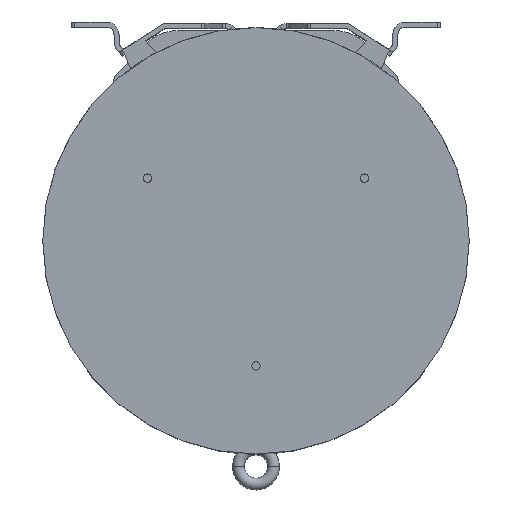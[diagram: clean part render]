
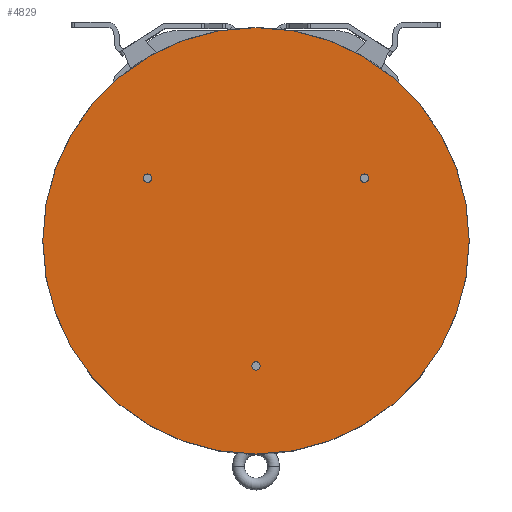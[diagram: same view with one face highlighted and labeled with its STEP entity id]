
A CAD part, top view. The second image highlights one B-rep face of the part: STEP entity #4829.
In plain terms, the highlighted planar face has unit normal (0, 0, 1).
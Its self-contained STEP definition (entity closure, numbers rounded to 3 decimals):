
#35=CARTESIAN_POINT('',(0.,0.,122.24));
#36=DIRECTION('',(0.,0.,1.));
#37=DIRECTION('',(-1.,0.,0.));
#38=AXIS2_PLACEMENT_3D('',#35,#36,#37);
#40=CARTESIAN_POINT('',(0.,0.,122.24));
#41=DIRECTION('',(0.,0.,1.));
#42=DIRECTION('',(1.,0.,0.));
#43=AXIS2_PLACEMENT_3D('',#40,#41,#42);
#45=CARTESIAN_POINT('',(86.603,50.,122.24));
#46=DIRECTION('',(0.,0.,1.));
#47=DIRECTION('',(1.,0.,0.));
#48=AXIS2_PLACEMENT_3D('',#45,#46,#47);
#50=CARTESIAN_POINT('',(86.603,50.,122.24));
#51=DIRECTION('',(0.,0.,1.));
#52=DIRECTION('',(-1.,0.,0.));
#53=AXIS2_PLACEMENT_3D('',#50,#51,#52);
#55=CARTESIAN_POINT('',(-86.603,50.,122.24));
#56=DIRECTION('',(0.,0.,1.));
#57=DIRECTION('',(1.,0.,0.));
#58=AXIS2_PLACEMENT_3D('',#55,#56,#57);
#60=CARTESIAN_POINT('',(-86.603,50.,122.24));
#61=DIRECTION('',(0.,0.,1.));
#62=DIRECTION('',(-1.,0.,0.));
#63=AXIS2_PLACEMENT_3D('',#60,#61,#62);
#65=CARTESIAN_POINT('',(0.,-100.,122.24));
#66=DIRECTION('',(0.,0.,1.));
#67=DIRECTION('',(1.,0.,0.));
#68=AXIS2_PLACEMENT_3D('',#65,#66,#67);
#70=CARTESIAN_POINT('',(0.,-100.,122.24));
#71=DIRECTION('',(0.,0.,1.));
#72=DIRECTION('',(-1.,0.,0.));
#73=AXIS2_PLACEMENT_3D('',#70,#71,#72);
#3809=CARTESIAN_POINT('',(-170.35,0.,122.24));
#3810=CARTESIAN_POINT('',(170.35,0.,122.24));
#3811=VERTEX_POINT('',#3809);
#3812=VERTEX_POINT('',#3810);
#4763=CARTESIAN_POINT('',(90.003,50.,122.24));
#4764=CARTESIAN_POINT('',(83.203,50.,122.24));
#4765=VERTEX_POINT('',#4763);
#4766=VERTEX_POINT('',#4764);
#4767=CARTESIAN_POINT('',(-83.203,50.,122.24));
#4768=CARTESIAN_POINT('',(-90.003,50.,122.24));
#4769=VERTEX_POINT('',#4767);
#4770=VERTEX_POINT('',#4768);
#4771=CARTESIAN_POINT('',(3.4,-100.,122.24));
#4772=CARTESIAN_POINT('',(-3.4,-100.,122.24));
#4773=VERTEX_POINT('',#4771);
#4774=VERTEX_POINT('',#4772);
#4800=CARTESIAN_POINT('',(0.,0.,122.24));
#4801=DIRECTION('',(0.,0.,1.));
#4802=DIRECTION('',(-1.,0.,0.));
#4803=AXIS2_PLACEMENT_3D('',#4800,#4801,#4802);
#4804=PLANE('',#4803);
#4806=ORIENTED_EDGE('',*,*,#4805,.F.);
#4808=ORIENTED_EDGE('',*,*,#4807,.F.);
#4809=EDGE_LOOP('',(#4806,#4808));
#4810=FACE_OUTER_BOUND('',#4809,.F.);
#4812=ORIENTED_EDGE('',*,*,#4811,.T.);
#4814=ORIENTED_EDGE('',*,*,#4813,.T.);
#4815=EDGE_LOOP('',(#4812,#4814));
#4816=FACE_BOUND('',#4815,.F.);
#4818=ORIENTED_EDGE('',*,*,#4817,.T.);
#4820=ORIENTED_EDGE('',*,*,#4819,.T.);
#4821=EDGE_LOOP('',(#4818,#4820));
#4822=FACE_BOUND('',#4821,.F.);
#4824=ORIENTED_EDGE('',*,*,#4823,.T.);
#4826=ORIENTED_EDGE('',*,*,#4825,.T.);
#4827=EDGE_LOOP('',(#4824,#4826));
#4828=FACE_BOUND('',#4827,.F.);
#4829=ADVANCED_FACE('',(#4810,#4816,#4822,#4828),#4804,.T.);
#39=CIRCLE('',#38,170.35);
#44=CIRCLE('',#43,170.35);
#49=CIRCLE('',#48,3.4);
#54=CIRCLE('',#53,3.4);
#59=CIRCLE('',#58,3.4);
#64=CIRCLE('',#63,3.4);
#69=CIRCLE('',#68,3.4);
#74=CIRCLE('',#73,3.4);
#4805=EDGE_CURVE('',#3811,#3812,#39,.T.);
#4807=EDGE_CURVE('',#3812,#3811,#44,.T.);
#4811=EDGE_CURVE('',#4765,#4766,#49,.T.);
#4813=EDGE_CURVE('',#4766,#4765,#54,.T.);
#4817=EDGE_CURVE('',#4769,#4770,#59,.T.);
#4819=EDGE_CURVE('',#4770,#4769,#64,.T.);
#4823=EDGE_CURVE('',#4773,#4774,#69,.T.);
#4825=EDGE_CURVE('',#4774,#4773,#74,.T.);
